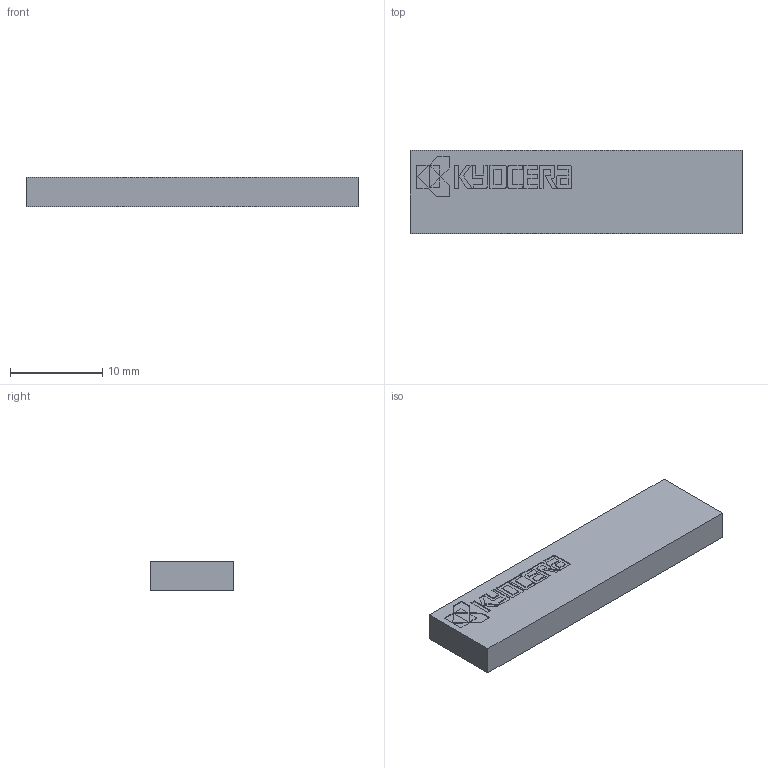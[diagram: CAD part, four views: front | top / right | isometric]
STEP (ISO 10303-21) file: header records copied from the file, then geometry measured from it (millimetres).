
FILE_DESCRIPTION(/* description */ (''),/* implementation_level */ '2;1');
FILE_NAME(/* name */ 'KYOCERA 1004796.step',/* time_stamp */ '2023-02-20T01:42:01+01:00',/* author */ (''),/* organization */ (''),/* preprocessor_version */ 'ST-DEVELOPER v19.2',/* originating_system */ 'Autodesk Translation Framework v11.17.0.187',/* authorisation */ '');
FILE_SCHEMA (('AUTOMOTIVE_DESIGN { 1 0 10303 214 3 1 1 }'));
Length unit declared in the file: millimetre
Products named in the file (1): KYOCERA 1004796
Bounding box: 36 x 9 x 3.2 mm (x, y, z)
Volume: 1034.1 mm3; surface area: 947.7 mm2
Topology: 1 solids, 1 shells, 129 faces, 339 edges, 226 vertices
Faces by surface type: plane 114, bspline 15
Entity records: 3991 total; most frequent: CARTESIAN_POINT 890, ORIENTED_EDGE 678, DIRECTION 539, EDGE_CURVE 339, LINE 309, VECTOR 309, VERTEX_POINT 226, EDGE_LOOP 143
